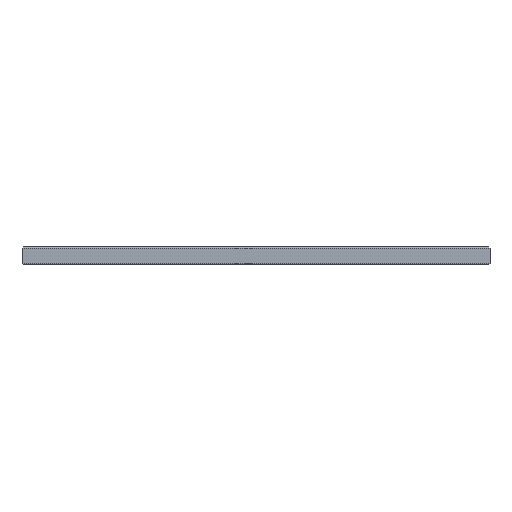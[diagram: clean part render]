
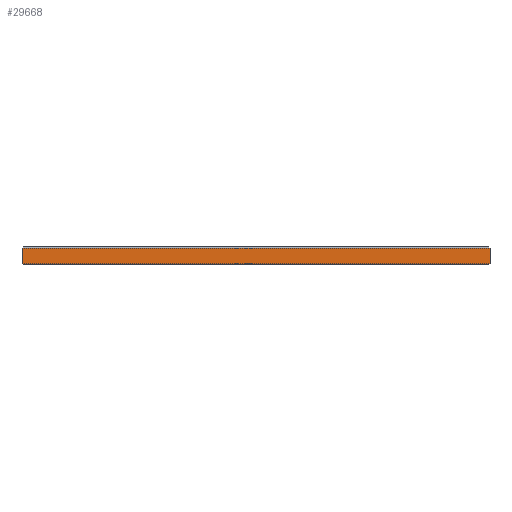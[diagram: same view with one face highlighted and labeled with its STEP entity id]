
A CAD part, front view. The second image highlights one B-rep face of the part: STEP entity #29668.
In plain terms, the highlighted planar face has unit normal (0, -1, 0).
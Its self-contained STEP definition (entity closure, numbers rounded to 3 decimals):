
#1541 = ORIENTED_EDGE ( 'NONE', *, *, #53916, .T. ) ;
#3284 = LINE ( 'NONE', #65505, #28614 ) ;
#5320 = EDGE_CURVE ( 'NONE', #65016, #56779, #61521, .T. ) ;
#5601 = PLANE ( 'NONE',  #51083 ) ;
#5698 = CARTESIAN_POINT ( 'NONE',  ( 325., -325., -23. ) ) ;
#6632 = EDGE_CURVE ( 'NONE', #62835, #20350, #3284, .T. ) ;
#9398 = DIRECTION ( 'NONE',  ( 0., 0., 1. ) ) ;
#11369 = CARTESIAN_POINT ( 'NONE',  ( -325., -325., -2. ) ) ;
#14560 = LINE ( 'NONE', #59993, #39972 ) ;
#15772 = CARTESIAN_POINT ( 'NONE',  ( -325., -325., -25. ) ) ;
#18688 = EDGE_CURVE ( 'NONE', #65016, #20350, #14560, .T. ) ;
#20280 = ORIENTED_EDGE ( 'NONE', *, *, #18688, .F. ) ;
#20350 = VERTEX_POINT ( 'NONE', #11369 ) ;
#20525 = ORIENTED_EDGE ( 'NONE', *, *, #5320, .T. ) ;
#20872 = DIRECTION ( 'NONE',  ( 0., 0., -1. ) ) ;
#21403 = DIRECTION ( 'NONE',  ( 0., 0., 1. ) ) ;
#28614 = VECTOR ( 'NONE', #60410, 1000. ) ;
#29668 = ADVANCED_FACE ( 'NONE', ( #62241 ), #5601, .T. ) ;
#32051 = DIRECTION ( 'NONE',  ( 1., 0., 0. ) ) ;
#39972 = VECTOR ( 'NONE', #9398, 1000. ) ;
#41881 = CARTESIAN_POINT ( 'NONE',  ( 325., -325., -23. ) ) ;
#42910 = CARTESIAN_POINT ( 'NONE',  ( 325., -325., -2. ) ) ;
#46453 = VECTOR ( 'NONE', #32051, 1000. ) ;
#46680 = CARTESIAN_POINT ( 'NONE',  ( 325., -325., -25. ) ) ;
#50093 = CARTESIAN_POINT ( 'NONE',  ( -325., -325., -23. ) ) ;
#50739 = LINE ( 'NONE', #46680, #62695 ) ;
#51083 = AXIS2_PLACEMENT_3D ( 'NONE', #15772, #51206, #20872 ) ;
#51206 = DIRECTION ( 'NONE',  ( 0., -1., 0. ) ) ;
#51870 = EDGE_LOOP ( 'NONE', ( #1541, #59834, #20280, #20525 ) ) ;
#53916 = EDGE_CURVE ( 'NONE', #56779, #62835, #50739, .T. ) ;
#56779 = VERTEX_POINT ( 'NONE', #41881 ) ;
#59834 = ORIENTED_EDGE ( 'NONE', *, *, #6632, .T. ) ;
#59993 = CARTESIAN_POINT ( 'NONE',  ( -325., -325., -25. ) ) ;
#60410 = DIRECTION ( 'NONE',  ( -1., 0., 0. ) ) ;
#61521 = LINE ( 'NONE', #5698, #46453 ) ;
#62241 = FACE_OUTER_BOUND ( 'NONE', #51870, .T. ) ;
#62695 = VECTOR ( 'NONE', #21403, 1000. ) ;
#62835 = VERTEX_POINT ( 'NONE', #42910 ) ;
#65016 = VERTEX_POINT ( 'NONE', #50093 ) ;
#65505 = CARTESIAN_POINT ( 'NONE',  ( -325., -325., -2. ) ) ;
